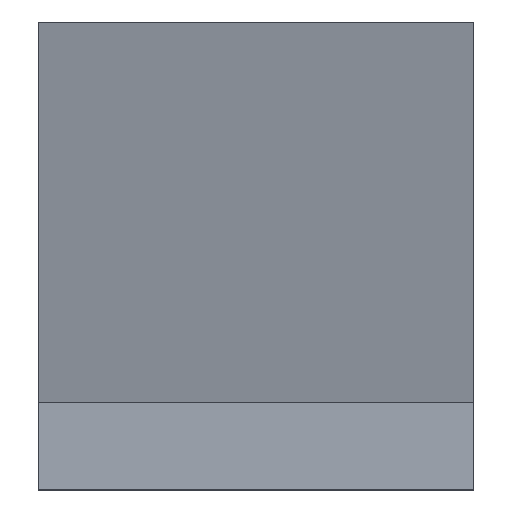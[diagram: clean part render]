
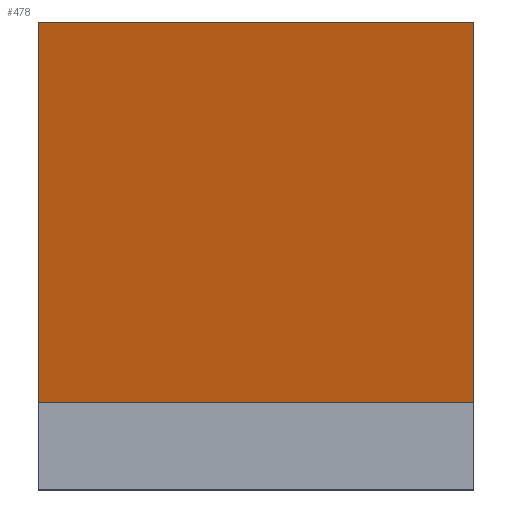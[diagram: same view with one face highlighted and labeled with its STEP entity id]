
A CAD part, front view. The second image highlights one B-rep face of the part: STEP entity #478.
In plain terms, the highlighted planar face has unit normal (0, -0.087, 0.996).
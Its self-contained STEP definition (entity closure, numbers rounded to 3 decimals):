
#4 = VECTOR ( 'NONE', #114, 1000. ) ;
#35 = EDGE_CURVE ( 'NONE', #316, #322, #228, .T. ) ;
#40 = PLANE ( 'NONE',  #194 ) ;
#48 = CARTESIAN_POINT ( 'NONE',  ( 0., 114.913, 10.741 ) ) ;
#55 = CARTESIAN_POINT ( 'NONE',  ( 10., 15., 2. ) ) ;
#57 = VECTOR ( 'NONE', #64, 1000. ) ;
#64 = DIRECTION ( 'NONE',  ( 0., -0.996, -0.087 ) ) ;
#74 = VERTEX_POINT ( 'NONE', #55 ) ;
#105 = CARTESIAN_POINT ( 'NONE',  ( 10., 15., 2. ) ) ;
#107 = DIRECTION ( 'NONE',  ( -1., 0., 0. ) ) ;
#114 = DIRECTION ( 'NONE',  ( 0., -0.996, -0.087 ) ) ;
#124 = EDGE_CURVE ( 'NONE', #316, #74, #450, .T. ) ;
#148 = ORIENTED_EDGE ( 'NONE', *, *, #475, .T. ) ;
#151 = DIRECTION ( 'NONE',  ( 0., 0.996, 0.087 ) ) ;
#189 = ORIENTED_EDGE ( 'NONE', *, *, #35, .T. ) ;
#194 = AXIS2_PLACEMENT_3D ( 'NONE', #378, #301, #151 ) ;
#200 = FACE_OUTER_BOUND ( 'NONE', #432, .T. ) ;
#216 = CARTESIAN_POINT ( 'NONE',  ( 0., 15., 2. ) ) ;
#228 = LINE ( 'NONE', #431, #342 ) ;
#259 = CARTESIAN_POINT ( 'NONE',  ( 0., 114.913, 10.741 ) ) ;
#271 = LINE ( 'NONE', #48, #4 ) ;
#301 = DIRECTION ( 'NONE',  ( 0., 0.087, -0.996 ) ) ;
#310 = VERTEX_POINT ( 'NONE', #216 ) ;
#316 = VERTEX_POINT ( 'NONE', #403 ) ;
#322 = VERTEX_POINT ( 'NONE', #259 ) ;
#342 = VECTOR ( 'NONE', #466, 1000. ) ;
#346 = EDGE_CURVE ( 'NONE', #74, #310, #371, .T. ) ;
#371 = LINE ( 'NONE', #105, #461 ) ;
#378 = CARTESIAN_POINT ( 'NONE',  ( 10., 114.913, 10.741 ) ) ;
#388 = CARTESIAN_POINT ( 'NONE',  ( 10., 114.913, 10.741 ) ) ;
#396 = ORIENTED_EDGE ( 'NONE', *, *, #124, .F. ) ;
#403 = CARTESIAN_POINT ( 'NONE',  ( 10., 114.913, 10.741 ) ) ;
#410 = ORIENTED_EDGE ( 'NONE', *, *, #346, .F. ) ;
#431 = CARTESIAN_POINT ( 'NONE',  ( 10., 114.913, 10.741 ) ) ;
#432 = EDGE_LOOP ( 'NONE', ( #148, #410, #396, #189 ) ) ;
#450 = LINE ( 'NONE', #388, #57 ) ;
#461 = VECTOR ( 'NONE', #107, 1000. ) ;
#466 = DIRECTION ( 'NONE',  ( -1., 0., 0. ) ) ;
#475 = EDGE_CURVE ( 'NONE', #322, #310, #271, .T. ) ;
#478 = ADVANCED_FACE ( 'NONE', ( #200 ), #40, .F. ) ;
